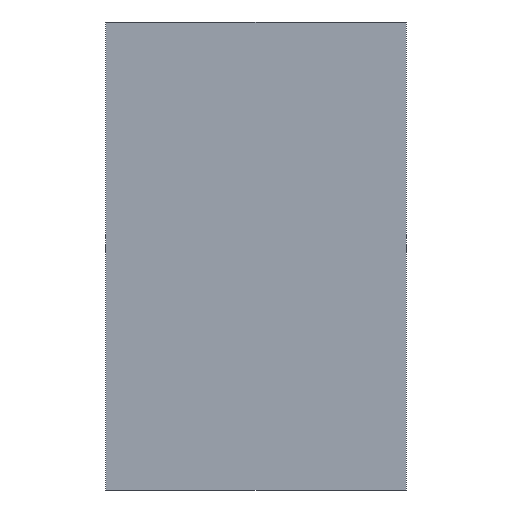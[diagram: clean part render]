
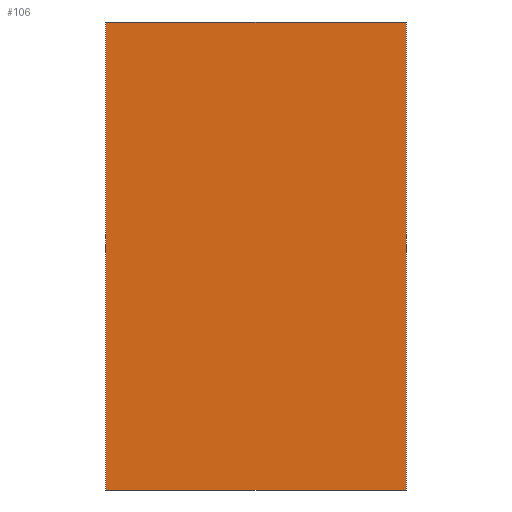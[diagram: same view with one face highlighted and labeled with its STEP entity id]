
A CAD part, front view. The second image highlights one B-rep face of the part: STEP entity #106.
In plain terms, the highlighted planar face has unit normal (0, -1, 0).
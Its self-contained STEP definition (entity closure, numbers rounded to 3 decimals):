
#20=FACE_OUTER_BOUND('',#26,.T.);
#26=EDGE_LOOP('',(#91,#92,#93,#94));
#28=LINE('',#165,#40);
#31=LINE('',#171,#43);
#34=LINE('',#177,#46);
#37=LINE('',#182,#49);
#40=VECTOR('',#138,1.);
#43=VECTOR('',#143,1.);
#46=VECTOR('',#148,1.);
#49=VECTOR('',#153,1.);
#52=VERTEX_POINT('',#162);
#53=VERTEX_POINT('',#164);
#55=VERTEX_POINT('',#170);
#57=VERTEX_POINT('',#176);
#60=EDGE_CURVE('',#52,#53,#28,.T.);
#63=EDGE_CURVE('',#53,#55,#31,.T.);
#66=EDGE_CURVE('',#55,#57,#34,.T.);
#69=EDGE_CURVE('',#57,#52,#37,.T.);
#91=ORIENTED_EDGE('',*,*,#60,.F.);
#92=ORIENTED_EDGE('',*,*,#69,.F.);
#93=ORIENTED_EDGE('',*,*,#66,.F.);
#94=ORIENTED_EDGE('',*,*,#63,.F.);
#100=PLANE('',#132);
#106=ADVANCED_FACE('',(#20),#100,.F.);
#132=AXIS2_PLACEMENT_3D('',#185,#157,#158);
#138=DIRECTION('',(1.,0.,0.));
#143=DIRECTION('',(0.,0.,-1.));
#148=DIRECTION('',(-1.,0.,0.));
#153=DIRECTION('',(0.,0.,1.));
#157=DIRECTION('center_axis',(0.,1.,0.));
#158=DIRECTION('ref_axis',(0.,0.,1.));
#162=CARTESIAN_POINT('',(-27.,-9.3,42.));
#164=CARTESIAN_POINT('',(27.,-9.3,42.));
#165=CARTESIAN_POINT('',(-27.,-9.3,42.));
#170=CARTESIAN_POINT('',(27.,-9.3,-42.));
#171=CARTESIAN_POINT('',(27.,-9.3,42.));
#176=CARTESIAN_POINT('',(-27.,-9.3,-42.));
#177=CARTESIAN_POINT('',(27.,-9.3,-42.));
#182=CARTESIAN_POINT('',(-27.,-9.3,-42.));
#185=CARTESIAN_POINT('Origin',(0.,-9.3,0.));
